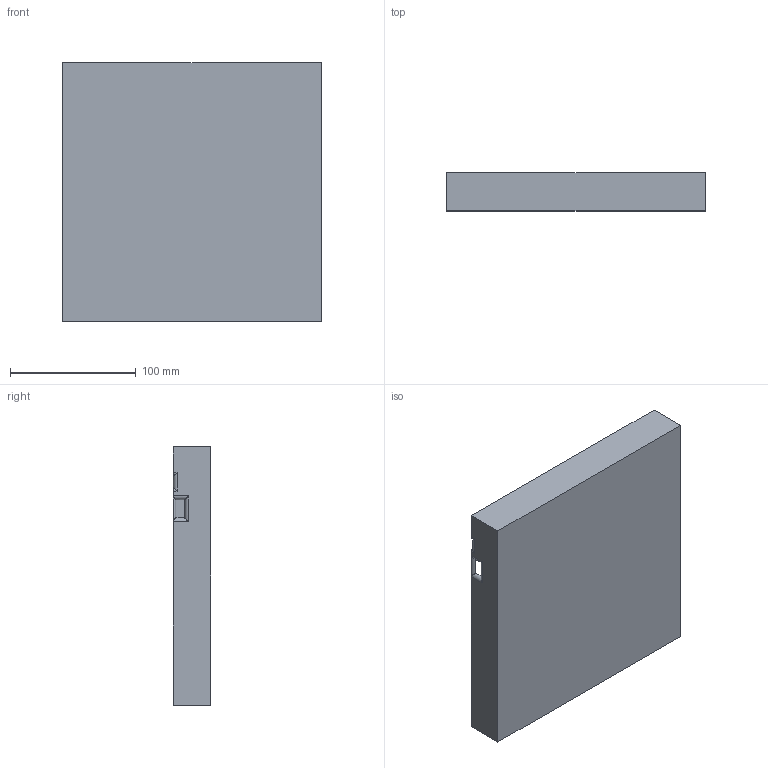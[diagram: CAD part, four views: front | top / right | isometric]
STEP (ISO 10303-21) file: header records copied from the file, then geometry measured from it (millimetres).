
FILE_DESCRIPTION(/* description */ (''),/* implementation_level */ '2;1');
FILE_NAME(/* name */ 'Gehäuseunterteil.stp',/* time_stamp */ '2023-06-13T08:51:22+02:00',/* author */ ('ARausch'),/* organization */ (''),/* preprocessor_version */ 'ST-DEVELOPER v18.1',/* originating_system */ 'Autodesk Inventor 2021',/* authorisation */ '');
FILE_SCHEMA (('AUTOMOTIVE_DESIGN { 1 0 10303 214 3 1 1 }'));
Length unit declared in the file: millimetre
Products named in the file (1): Gehäuseunterteil
Bounding box: 206 x 30 x 206 mm (x, y, z)
Volume: 200076.3 mm3; surface area: 131389.3 mm2
Topology: 1 solids, 1 shells, 88 faces, 229 edges, 146 vertices
Faces by surface type: cylinder 44, plane 44
Full cylindrical faces by diameter (mm): 3.2 x4
Entity records: 2853 total; most frequent: CARTESIAN_POINT 490, DIRECTION 469, ORIENTED_EDGE 458, EDGE_CURVE 229, LINE 163, VECTOR 163, AXIS2_PLACEMENT_3D 153, VERTEX_POINT 146
